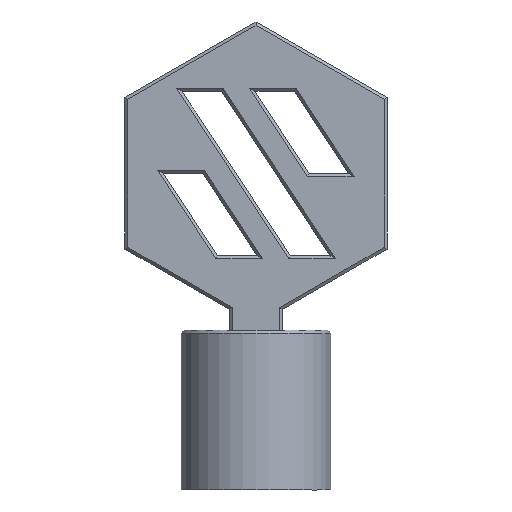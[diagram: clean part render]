
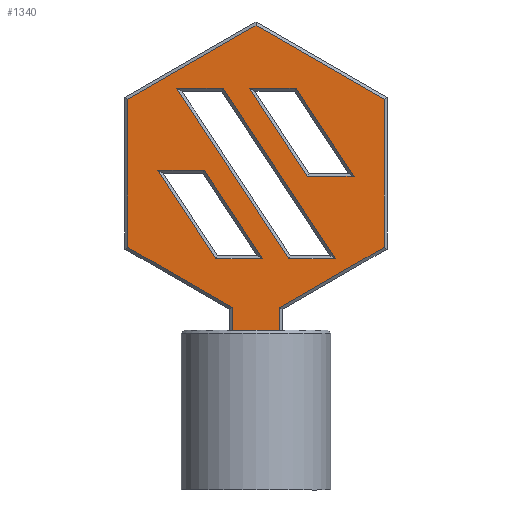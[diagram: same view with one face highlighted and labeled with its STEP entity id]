
A CAD part, left-side view. The second image highlights one B-rep face of the part: STEP entity #1340.
In plain terms, the highlighted planar face has unit normal (-1, 0, 0).
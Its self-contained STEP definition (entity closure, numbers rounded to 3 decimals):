
#31=FACE_BOUND('',#226,.T.);
#32=FACE_BOUND('',#227,.T.);
#33=FACE_BOUND('',#228,.T.);
#54=PLANE('',#1452);
#137=FACE_OUTER_BOUND('',#225,.T.);
#225=EDGE_LOOP('',(#1038,#1039,#1040,#1041,#1042,#1043,#1044,#1045,#1046));
#226=EDGE_LOOP('',(#1047,#1048,#1049,#1050));
#227=EDGE_LOOP('',(#1051,#1052,#1053,#1054));
#228=EDGE_LOOP('',(#1055,#1056,#1057,#1058));
#312=LINE('',#1975,#479);
#316=LINE('',#1984,#483);
#321=LINE('',#1992,#488);
#322=LINE('',#1994,#489);
#329=LINE('',#2009,#496);
#330=LINE('',#2011,#497);
#331=LINE('',#2013,#498);
#332=LINE('',#2015,#499);
#333=LINE('',#2017,#500);
#334=LINE('',#2019,#501);
#335=LINE('',#2021,#502);
#336=LINE('',#2023,#503);
#337=LINE('',#2024,#504);
#338=LINE('',#2027,#505);
#339=LINE('',#2029,#506);
#340=LINE('',#2031,#507);
#341=LINE('',#2032,#508);
#342=LINE('',#2035,#509);
#343=LINE('',#2037,#510);
#344=LINE('',#2039,#511);
#345=LINE('',#2040,#512);
#479=VECTOR('',#1600,10.);
#483=VECTOR('',#1606,10.);
#488=VECTOR('',#1613,10.);
#489=VECTOR('',#1616,10.);
#496=VECTOR('',#1629,10.);
#497=VECTOR('',#1630,10.);
#498=VECTOR('',#1631,10.);
#499=VECTOR('',#1632,10.);
#500=VECTOR('',#1633,10.);
#501=VECTOR('',#1634,10.);
#502=VECTOR('',#1635,10.);
#503=VECTOR('',#1636,10.);
#504=VECTOR('',#1637,10.);
#505=VECTOR('',#1638,10.);
#506=VECTOR('',#1639,10.);
#507=VECTOR('',#1640,10.);
#508=VECTOR('',#1641,10.);
#509=VECTOR('',#1642,10.);
#510=VECTOR('',#1643,10.);
#511=VECTOR('',#1644,10.);
#512=VECTOR('',#1645,10.);
#665=VERTEX_POINT('',#1973);
#666=VERTEX_POINT('',#1974);
#669=VERTEX_POINT('',#1982);
#670=VERTEX_POINT('',#1983);
#676=VERTEX_POINT('',#2007);
#677=VERTEX_POINT('',#2008);
#678=VERTEX_POINT('',#2010);
#679=VERTEX_POINT('',#2012);
#680=VERTEX_POINT('',#2014);
#681=VERTEX_POINT('',#2016);
#682=VERTEX_POINT('',#2018);
#683=VERTEX_POINT('',#2020);
#684=VERTEX_POINT('',#2022);
#685=VERTEX_POINT('',#2025);
#686=VERTEX_POINT('',#2026);
#687=VERTEX_POINT('',#2028);
#688=VERTEX_POINT('',#2030);
#689=VERTEX_POINT('',#2033);
#690=VERTEX_POINT('',#2034);
#691=VERTEX_POINT('',#2036);
#692=VERTEX_POINT('',#2038);
#789=EDGE_CURVE('',#665,#666,#312,.T.);
#793=EDGE_CURVE('',#669,#670,#316,.T.);
#798=EDGE_CURVE('',#670,#665,#321,.T.);
#799=EDGE_CURVE('',#666,#669,#322,.T.);
#806=EDGE_CURVE('',#676,#677,#329,.T.);
#807=EDGE_CURVE('',#678,#676,#330,.T.);
#808=EDGE_CURVE('',#679,#678,#331,.T.);
#809=EDGE_CURVE('',#680,#679,#332,.T.);
#810=EDGE_CURVE('',#681,#680,#333,.T.);
#811=EDGE_CURVE('',#682,#681,#334,.T.);
#812=EDGE_CURVE('',#683,#682,#335,.T.);
#813=EDGE_CURVE('',#684,#683,#336,.T.);
#814=EDGE_CURVE('',#677,#684,#337,.T.);
#815=EDGE_CURVE('',#685,#686,#338,.T.);
#816=EDGE_CURVE('',#687,#685,#339,.T.);
#817=EDGE_CURVE('',#688,#687,#340,.T.);
#818=EDGE_CURVE('',#686,#688,#341,.T.);
#819=EDGE_CURVE('',#689,#690,#342,.T.);
#820=EDGE_CURVE('',#691,#689,#343,.T.);
#821=EDGE_CURVE('',#692,#691,#344,.T.);
#822=EDGE_CURVE('',#690,#692,#345,.T.);
#1038=ORIENTED_EDGE('',*,*,#806,.F.);
#1039=ORIENTED_EDGE('',*,*,#807,.F.);
#1040=ORIENTED_EDGE('',*,*,#808,.F.);
#1041=ORIENTED_EDGE('',*,*,#809,.F.);
#1042=ORIENTED_EDGE('',*,*,#810,.F.);
#1043=ORIENTED_EDGE('',*,*,#811,.F.);
#1044=ORIENTED_EDGE('',*,*,#812,.F.);
#1045=ORIENTED_EDGE('',*,*,#813,.F.);
#1046=ORIENTED_EDGE('',*,*,#814,.F.);
#1047=ORIENTED_EDGE('',*,*,#815,.F.);
#1048=ORIENTED_EDGE('',*,*,#816,.F.);
#1049=ORIENTED_EDGE('',*,*,#817,.F.);
#1050=ORIENTED_EDGE('',*,*,#818,.F.);
#1051=ORIENTED_EDGE('',*,*,#819,.F.);
#1052=ORIENTED_EDGE('',*,*,#820,.F.);
#1053=ORIENTED_EDGE('',*,*,#821,.F.);
#1054=ORIENTED_EDGE('',*,*,#822,.F.);
#1055=ORIENTED_EDGE('',*,*,#793,.F.);
#1056=ORIENTED_EDGE('',*,*,#799,.F.);
#1057=ORIENTED_EDGE('',*,*,#789,.F.);
#1058=ORIENTED_EDGE('',*,*,#798,.F.);
#1340=ADVANCED_FACE('',(#137,#31,#32,#33),#54,.F.);
#1452=AXIS2_PLACEMENT_3D('',#2006,#1627,#1628);
#1600=DIRECTION('',(0.,1.,0.));
#1606=DIRECTION('',(0.,-1.,0.));
#1613=DIRECTION('',(0.,0.549,0.836));
#1616=DIRECTION('',(0.,-0.549,-0.836));
#1627=DIRECTION('center_axis',(1.,0.,0.));
#1628=DIRECTION('ref_axis',(0.,0.,-1.));
#1629=DIRECTION('',(0.,-0.866,0.5));
#1630=DIRECTION('',(0.,0.,1.));
#1631=DIRECTION('',(0.,0.866,0.5));
#1632=DIRECTION('',(0.,0.,1.));
#1633=DIRECTION('',(0.,1.,0.));
#1634=DIRECTION('',(0.,0.,-1.));
#1635=DIRECTION('',(0.,0.866,-0.5));
#1636=DIRECTION('',(0.,0.,-1.));
#1637=DIRECTION('',(0.,-0.866,-0.5));
#1638=DIRECTION('',(0.,-0.549,-0.836));
#1639=DIRECTION('',(0.,1.,0.));
#1640=DIRECTION('',(0.,0.549,0.836));
#1641=DIRECTION('',(0.,-1.,0.));
#1642=DIRECTION('',(0.,-0.549,-0.836));
#1643=DIRECTION('',(0.,1.,0.));
#1644=DIRECTION('',(0.,0.549,0.836));
#1645=DIRECTION('',(0.,-1.,0.));
#1973=CARTESIAN_POINT('',(-1.123,-302.05,76.217));
#1974=CARTESIAN_POINT('',(-1.123,-295.778,76.217));
#1975=CARTESIAN_POINT('',(-1.123,-305.406,76.217));
#1982=CARTESIAN_POINT('',(-1.123,-303.572,64.359));
#1983=CARTESIAN_POINT('',(-1.123,-309.844,64.359));
#1984=CARTESIAN_POINT('',(-1.123,-306.383,64.359));
#1992=CARTESIAN_POINT('',(-1.123,-307.193,68.392));
#1994=CARTESIAN_POINT('',(-1.123,-298.378,72.262));
#2006=CARTESIAN_POINT('Origin',(-1.123,-308.977,74.453));
#2007=CARTESIAN_POINT('',(-1.123,-291.759,85.749));
#2008=CARTESIAN_POINT('',(-1.123,-308.977,95.69));
#2009=CARTESIAN_POINT('',(-1.123,-295.67,88.007));
#2010=CARTESIAN_POINT('',(-1.123,-291.759,65.869));
#2011=CARTESIAN_POINT('',(-1.123,-291.759,70.046));
#2012=CARTESIAN_POINT('',(-1.123,-305.816,57.754));
#2013=CARTESIAN_POINT('',(-1.123,-296.257,63.272));
#2014=CARTESIAN_POINT('',(-1.123,-305.816,53.154));
#2015=CARTESIAN_POINT('',(-1.123,-305.816,67.104));
#2016=CARTESIAN_POINT('',(-1.123,-312.119,53.154));
#2017=CARTESIAN_POINT('',(-1.123,-308.977,53.154));
#2018=CARTESIAN_POINT('',(-1.123,-312.119,57.742));
#2019=CARTESIAN_POINT('',(-1.123,-312.119,67.104));
#2020=CARTESIAN_POINT('',(-1.123,-326.196,65.869));
#2021=CARTESIAN_POINT('',(-1.123,-314.659,59.209));
#2022=CARTESIAN_POINT('',(-1.123,-326.196,85.749));
#2023=CARTESIAN_POINT('',(-1.123,-326.196,80.216));
#2024=CARTESIAN_POINT('',(-1.123,-313.475,93.093));
#2025=CARTESIAN_POINT('',(-1.123,-308.095,87.262));
#2026=CARTESIAN_POINT('',(-1.123,-315.891,75.404));
#2027=CARTESIAN_POINT('',(-1.123,-311.371,82.278));
#2028=CARTESIAN_POINT('',(-1.123,-314.366,87.262));
#2029=CARTESIAN_POINT('',(-1.123,-311.564,87.262));
#2030=CARTESIAN_POINT('',(-1.123,-322.162,75.404));
#2031=CARTESIAN_POINT('',(-1.123,-320.187,78.408));
#2032=CARTESIAN_POINT('',(-1.123,-312.542,75.404));
#2033=CARTESIAN_POINT('',(-1.123,-298.302,87.278));
#2034=CARTESIAN_POINT('',(-1.123,-313.368,64.359));
#2035=CARTESIAN_POINT('',(-1.123,-303.06,80.041));
#2036=CARTESIAN_POINT('',(-1.123,-304.574,87.278));
#2037=CARTESIAN_POINT('',(-1.123,-306.668,87.278));
#2038=CARTESIAN_POINT('',(-1.123,-319.638,64.359));
#2039=CARTESIAN_POINT('',(-1.123,-315.51,70.64));
#2040=CARTESIAN_POINT('',(-1.123,-311.28,64.359));
